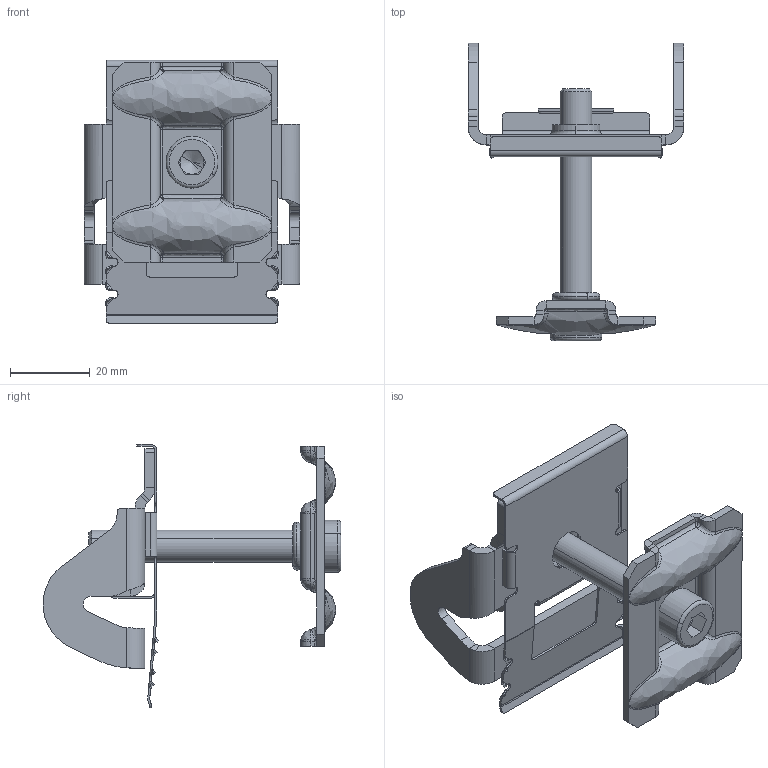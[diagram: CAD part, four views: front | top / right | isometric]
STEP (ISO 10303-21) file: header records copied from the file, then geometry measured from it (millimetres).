
FILE_DESCRIPTION (( 'STEP AP214' ), '1' );
FILE_NAME ('5901054.STEP', '2023-10-06T13:21:55', ( '' ), ( '' ), 'SwSTEP 2.0', 'SolidWorks 2022', '' );
FILE_SCHEMA (( 'AUTOMOTIVE_DESIGN' ));
Length unit declared in the file: millimetre
Products named in the file (6): 243432; 242131; 242871; 5901054; 252152_Assembly; socket head cap screw 4762_din_EN ISO 4762 M8 x 55 - 28N
Assembly tree (5 placements, depth 2):
  5901054
    242131
    socket head cap screw 4762_din_EN ISO 4762 M8 x 55 - 28N
    242871
    243432
    252152_Assembly
Bounding box: 54 x 74.44 x 65.94 mm (x, y, z)
Volume: 18589.6 mm3; surface area: 21243.1 mm2
Topology: 5 solids, 5 shells, 500 faces, 1172 edges, 645 vertices
Faces by surface type: plane 224, bspline 132, cylinder 128, torus 12, cone 4
Entity records: 19637 total; most frequent: CARTESIAN_POINT 7481, ORIENTED_EDGE 2276, DIRECTION 1904, EDGE_CURVE 1138, AXIS2_PLACEMENT_3D 676, VERTEX_POINT 645, VECTOR 552, LINE 552
